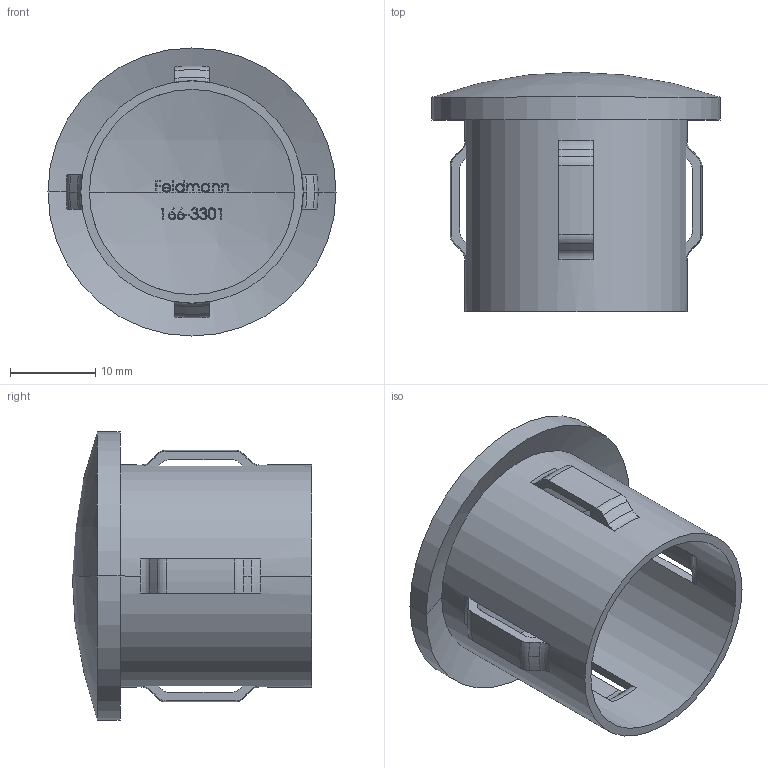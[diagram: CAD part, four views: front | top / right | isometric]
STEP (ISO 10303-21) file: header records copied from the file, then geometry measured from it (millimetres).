
FILE_DESCRIPTION (( 'STEP AP203' ), '1' );
FILE_NAME ('166-3301.step', '2019-09-13T12:02:04', ( '' ), ( '' ), 'SwSTEP 2.0', 'SolidWorks 2015', '' );
FILE_SCHEMA (( 'CONFIG_CONTROL_DESIGN' ));
Length unit declared in the file: millimetre
Products named in the file (1): 166-3301
Bounding box: 33.7 x 28 x 33.7 mm (x, y, z)
Volume: 4194.5 mm3; surface area: 6097.6 mm2
Topology: 1 solids, 1 shells, 315 faces, 874 edges, 564 vertices
Faces by surface type: bspline 103, plane 99, torus 40, sphere 37, cone 20, cylinder 16
Entity records: 14714 total; most frequent: CARTESIAN_POINT 7253, ORIENTED_EDGE 1748, DIRECTION 1265, EDGE_CURVE 874, VERTEX_POINT 564, AXIS2_PLACEMENT_3D 508, EDGE_LOOP 334, B_SPLINE_CURVE_WITH_KNOTS 330
